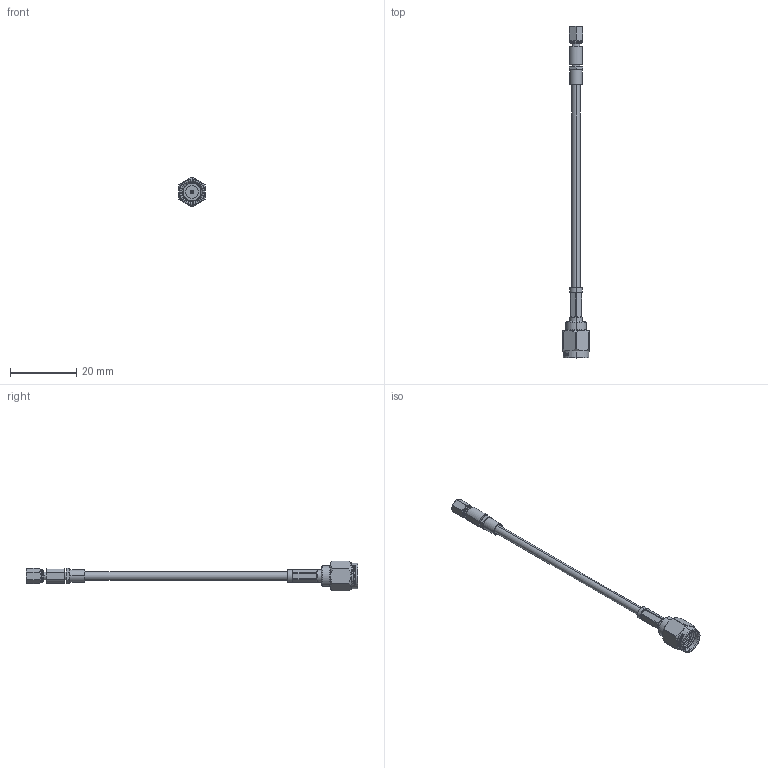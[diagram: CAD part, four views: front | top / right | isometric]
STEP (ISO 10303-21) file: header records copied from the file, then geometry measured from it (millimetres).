
FILE_DESCRIPTION (( 'STEP AP214' ), '1' );
FILE_NAME ('PE3C4405.step', '2020-04-20T18:57:13', ( '' ), ( '' ), 'SwSTEP 2.0', 'SolidWorks 2018', '' );
FILE_SCHEMA (( 'AUTOMOTIVE_DESIGN' ));
Length unit declared in the file: millimetre
Products named in the file (4): PE4003; PE45368___; RG316-PROD_SP17516 3" LONG; PE3C4405
Assembly tree (3 placements, depth 2):
  PE3C4405
    RG316-PROD_SP17516 3" LONG
    PE45368___
    PE4003
Bounding box: 7.94 x 100.59 x 9.02 mm (x, y, z)
Volume: 983.4 mm3; surface area: 1951.3 mm2
Topology: 3 solids, 3 shells, 2840 faces, 6107 edges, 3315 vertices
Faces by surface type: bspline 2048, cylinder 626, plane 107, cone 55, torus 4
Entity records: 112897 total; most frequent: CARTESIAN_POINT 72558, ORIENTED_EDGE 12214, EDGE_CURVE 6107, VERTEX_POINT 3315, EDGE_LOOP 2884, ADVANCED_FACE 2840, FACE_OUTER_BOUND 2840, DIRECTION 2577
